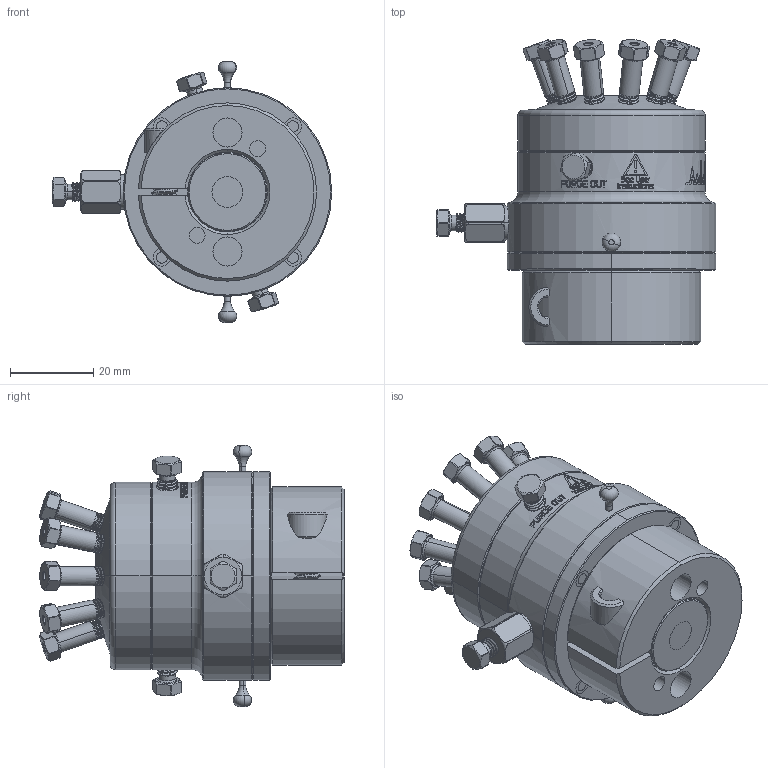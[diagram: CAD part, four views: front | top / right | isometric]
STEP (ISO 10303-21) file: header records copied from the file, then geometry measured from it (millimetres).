
FILE_DESCRIPTION (( 'STEP AP214' ), '1' );
FILE_NAME ('ELDV 10 Purge Long nut .STEP', '2024-03-29T17:47:43', ( '' ), ( '' ), 'SwSTEP 2.0', 'SolidWorks 2022', '' );
FILE_SCHEMA (( 'AUTOMOTIVE_DESIGN' ));
Length unit declared in the file: inch
Products named in the file (1): ELDV 10 Purge Long nut 
Bounding box: 67.06 x 73.09 x 62.68 mm (x, y, z)
Volume: 96889.1 mm3; surface area: 20640.1 mm2
Topology: 1 solids, 1 shells, 1747 faces, 4722 edges, 3083 vertices
Faces by surface type: plane 714, bspline 432, cylinder 391, cone 156, torus 54
Entity records: 87496 total; most frequent: CARTESIAN_POINT 47626, ORIENTED_EDGE 9420, DIRECTION 6707, EDGE_CURVE 4710, VERTEX_POINT 3083, AXIS2_PLACEMENT_3D 2355, LINE 1997, VECTOR 1997
